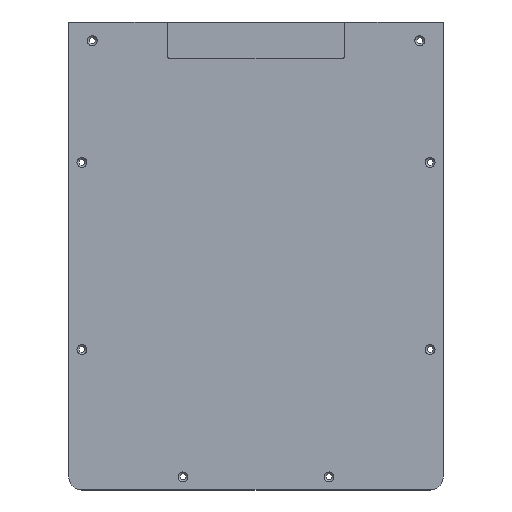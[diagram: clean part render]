
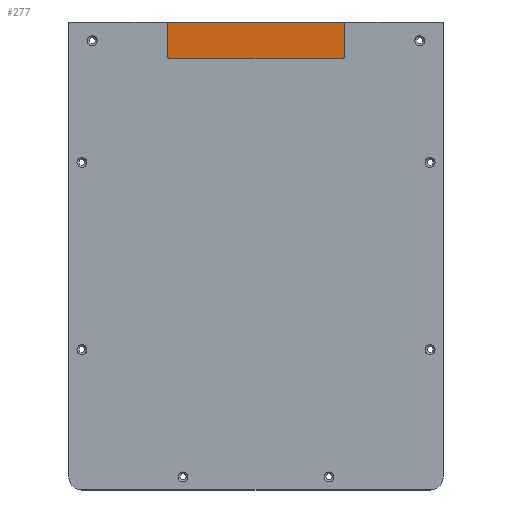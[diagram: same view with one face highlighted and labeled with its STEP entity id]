
A CAD part, top view. The second image highlights one B-rep face of the part: STEP entity #277.
In plain terms, the highlighted planar face has unit normal (0, 0, 1).
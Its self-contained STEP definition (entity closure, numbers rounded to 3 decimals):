
#47 = DIRECTION ( 'NONE',  ( 0., 0., 1. ) ) ;
#140 = ORIENTED_EDGE ( 'NONE', *, *, #563, .T. ) ;
#182 = VERTEX_POINT ( 'NONE', #1470 ) ;
#193 = AXIS2_PLACEMENT_3D ( 'NONE', #987, #1490, #1247 ) ;
#240 = DIRECTION ( 'NONE',  ( 0., -1., 0. ) ) ;
#243 = CARTESIAN_POINT ( 'NONE',  ( 147.5, 250., 14.25 ) ) ;
#245 = CARTESIAN_POINT ( 'NONE',  ( 145.5, 232.5, 14.25 ) ) ;
#253 = DIRECTION ( 'NONE',  ( 0., 0., 1. ) ) ;
#264 = LINE ( 'NONE', #914, #1280 ) ;
#265 = DIRECTION ( 'NONE',  ( -1., 0., 0. ) ) ;
#277 = ADVANCED_FACE ( 'NONE', ( #1601 ), #348, .T. ) ;
#283 = CARTESIAN_POINT ( 'NONE',  ( 54.5, 232.5, 14.25 ) ) ;
#292 = ORIENTED_EDGE ( 'NONE', *, *, #1104, .T. ) ;
#308 = CARTESIAN_POINT ( 'NONE',  ( 52.5, 250., 14.25 ) ) ;
#321 = VECTOR ( 'NONE', #1129, 1000. ) ;
#348 = PLANE ( 'NONE',  #193 ) ;
#363 = AXIS2_PLACEMENT_3D ( 'NONE', #283, #47, #798 ) ;
#374 = VERTEX_POINT ( 'NONE', #243 ) ;
#380 = EDGE_CURVE ( 'NONE', #707, #374, #721, .T. ) ;
#411 = CARTESIAN_POINT ( 'NONE',  ( 54.5, 230.5, 14.25 ) ) ;
#504 = ORIENTED_EDGE ( 'NONE', *, *, #1082, .T. ) ;
#509 = VERTEX_POINT ( 'NONE', #411 ) ;
#558 = CARTESIAN_POINT ( 'NONE',  ( 147.5, 232.5, 14.25 ) ) ;
#563 = EDGE_CURVE ( 'NONE', #374, #1609, #264, .T. ) ;
#577 = ORIENTED_EDGE ( 'NONE', *, *, #723, .T. ) ;
#643 = DIRECTION ( 'NONE',  ( 1., 0., 0. ) ) ;
#707 = VERTEX_POINT ( 'NONE', #558 ) ;
#721 = LINE ( 'NONE', #888, #1157 ) ;
#723 = EDGE_CURVE ( 'NONE', #182, #509, #1138, .T. ) ;
#752 = ORIENTED_EDGE ( 'NONE', *, *, #1045, .T. ) ;
#798 = DIRECTION ( 'NONE',  ( 1., 0., 0. ) ) ;
#888 = CARTESIAN_POINT ( 'NONE',  ( 147.5, 250., 14.25 ) ) ;
#914 = CARTESIAN_POINT ( 'NONE',  ( 52.5, 250., 14.25 ) ) ;
#987 = CARTESIAN_POINT ( 'NONE',  ( 0., 0., 14.25 ) ) ;
#1045 = EDGE_CURVE ( 'NONE', #1488, #707, #1561, .T. ) ;
#1078 = EDGE_LOOP ( 'NONE', ( #292, #752, #1461, #140, #504, #577 ) ) ;
#1082 = EDGE_CURVE ( 'NONE', #1609, #182, #1504, .T. ) ;
#1104 = EDGE_CURVE ( 'NONE', #509, #1488, #1275, .T. ) ;
#1123 = CARTESIAN_POINT ( 'NONE',  ( 52.5, 250., 14.25 ) ) ;
#1129 = DIRECTION ( 'NONE',  ( 1., 0., 0. ) ) ;
#1138 = CIRCLE ( 'NONE', #363, 2. ) ;
#1156 = VECTOR ( 'NONE', #240, 1000. ) ;
#1157 = VECTOR ( 'NONE', #1268, 1000. ) ;
#1247 = DIRECTION ( 'NONE',  ( 1., 0., 0. ) ) ;
#1268 = DIRECTION ( 'NONE',  ( 0., 1., 0. ) ) ;
#1275 = LINE ( 'NONE', #1655, #321 ) ;
#1280 = VECTOR ( 'NONE', #265, 1000. ) ;
#1461 = ORIENTED_EDGE ( 'NONE', *, *, #380, .T. ) ;
#1470 = CARTESIAN_POINT ( 'NONE',  ( 52.5, 232.5, 14.25 ) ) ;
#1488 = VERTEX_POINT ( 'NONE', #1549 ) ;
#1490 = DIRECTION ( 'NONE',  ( 0., 0., 1. ) ) ;
#1504 = LINE ( 'NONE', #1123, #1156 ) ;
#1549 = CARTESIAN_POINT ( 'NONE',  ( 145.5, 230.5, 14.25 ) ) ;
#1561 = CIRCLE ( 'NONE', #1584, 2. ) ;
#1584 = AXIS2_PLACEMENT_3D ( 'NONE', #245, #253, #643 ) ;
#1601 = FACE_OUTER_BOUND ( 'NONE', #1078, .T. ) ;
#1609 = VERTEX_POINT ( 'NONE', #308 ) ;
#1655 = CARTESIAN_POINT ( 'NONE',  ( 52.5, 230.5, 14.25 ) ) ;
